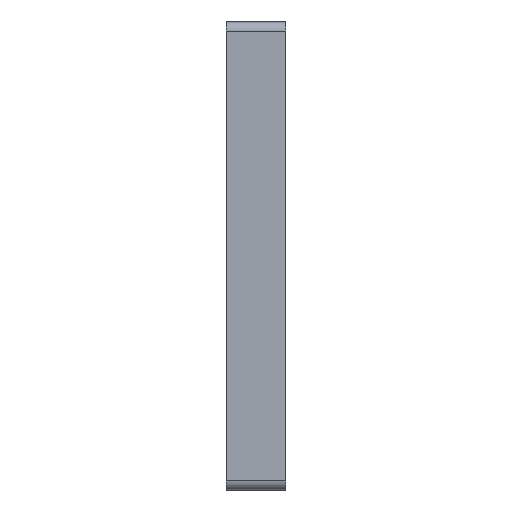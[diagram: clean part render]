
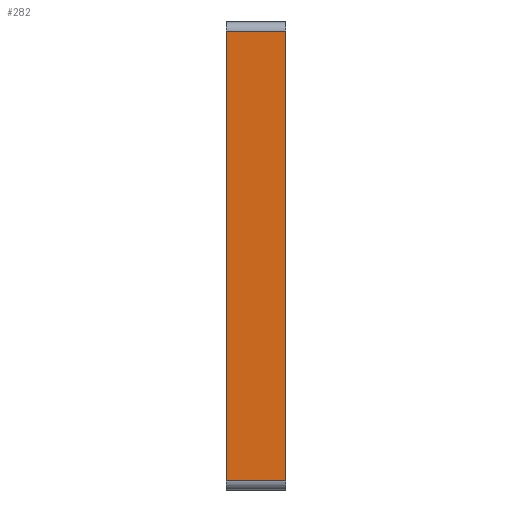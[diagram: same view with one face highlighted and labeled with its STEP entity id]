
A CAD part, left-side view. The second image highlights one B-rep face of the part: STEP entity #282.
In plain terms, the highlighted planar face has unit normal (-1, 0, 0).
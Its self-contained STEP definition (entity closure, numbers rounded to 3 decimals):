
#2 = VECTOR ( 'NONE', #709, 1000. ) ;
#25 = DIRECTION ( 'NONE',  ( 0., 1., 0. ) ) ;
#40 = DIRECTION ( 'NONE',  ( 0., -1., 0. ) ) ;
#67 = EDGE_CURVE ( 'NONE', #272, #830, #323, .T. ) ;
#130 = CARTESIAN_POINT ( 'NONE',  ( 0., 12.7, 0. ) ) ;
#155 = ORIENTED_EDGE ( 'NONE', *, *, #67, .T. ) ;
#181 = VERTEX_POINT ( 'NONE', #623 ) ;
#219 = EDGE_CURVE ( 'NONE', #830, #843, #429, .T. ) ;
#224 = VECTOR ( 'NONE', #25, 1000. ) ;
#250 = ORIENTED_EDGE ( 'NONE', *, *, #219, .T. ) ;
#270 = DIRECTION ( 'NONE',  ( 0., 0., -1. ) ) ;
#272 = VERTEX_POINT ( 'NONE', #533 ) ;
#282 = ADVANCED_FACE ( 'NONE', ( #748 ), #1027, .F. ) ;
#323 = LINE ( 'NONE', #1041, #772 ) ;
#343 = EDGE_CURVE ( 'NONE', #272, #181, #698, .T. ) ;
#355 = CARTESIAN_POINT ( 'NONE',  ( 0., 12.7, -2. ) ) ;
#429 = LINE ( 'NONE', #779, #2 ) ;
#437 = LINE ( 'NONE', #355, #224 ) ;
#458 = DIRECTION ( 'NONE',  ( 1., 0., 0. ) ) ;
#533 = CARTESIAN_POINT ( 'NONE',  ( 0., 12.7, -98. ) ) ;
#551 = VECTOR ( 'NONE', #895, 1000. ) ;
#566 = CARTESIAN_POINT ( 'NONE',  ( 0., 0., -98. ) ) ;
#622 = EDGE_CURVE ( 'NONE', #843, #181, #437, .T. ) ;
#623 = CARTESIAN_POINT ( 'NONE',  ( 0., 12.7, -2. ) ) ;
#651 = EDGE_LOOP ( 'NONE', ( #250, #756, #984, #155 ) ) ;
#698 = LINE ( 'NONE', #1064, #551 ) ;
#709 = DIRECTION ( 'NONE',  ( 0., 0., 1. ) ) ;
#748 = FACE_OUTER_BOUND ( 'NONE', #651, .T. ) ;
#756 = ORIENTED_EDGE ( 'NONE', *, *, #622, .T. ) ;
#772 = VECTOR ( 'NONE', #40, 1000. ) ;
#779 = CARTESIAN_POINT ( 'NONE',  ( 0., 0., 0. ) ) ;
#830 = VERTEX_POINT ( 'NONE', #566 ) ;
#843 = VERTEX_POINT ( 'NONE', #900 ) ;
#895 = DIRECTION ( 'NONE',  ( 0., 0., 1. ) ) ;
#900 = CARTESIAN_POINT ( 'NONE',  ( 0., 0., -2. ) ) ;
#984 = ORIENTED_EDGE ( 'NONE', *, *, #343, .F. ) ;
#1011 = AXIS2_PLACEMENT_3D ( 'NONE', #130, #458, #270 ) ;
#1027 = PLANE ( 'NONE',  #1011 ) ;
#1041 = CARTESIAN_POINT ( 'NONE',  ( 0., 12.7, -98. ) ) ;
#1064 = CARTESIAN_POINT ( 'NONE',  ( 0., 12.7, 0. ) ) ;
